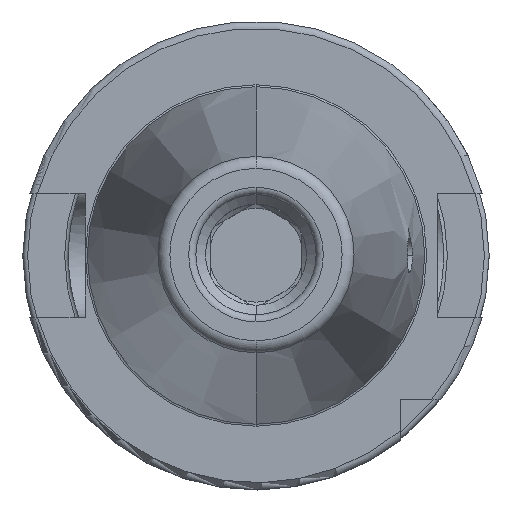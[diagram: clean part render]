
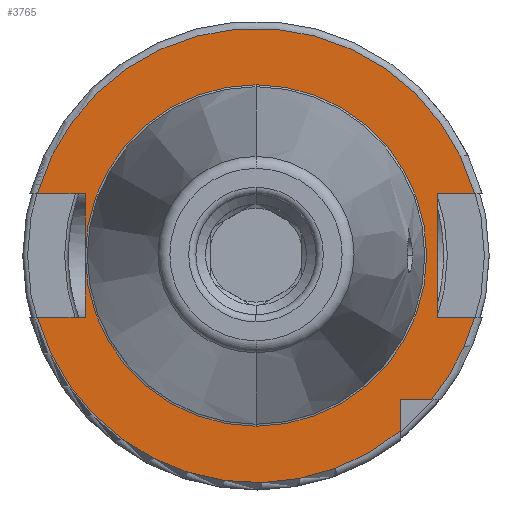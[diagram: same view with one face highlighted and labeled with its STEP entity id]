
A CAD part, top view. The second image highlights one B-rep face of the part: STEP entity #3765.
In plain terms, the highlighted planar face has unit normal (0, 0, 1).
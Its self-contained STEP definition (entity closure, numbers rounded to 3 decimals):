
#348=DIRECTION('',(1,0,0));
#349=VECTOR('',#348,9.969);
#350=CARTESIAN_POINT('',(-45.469,-12.85,15.9));
#351=LINE('',#350,#349);
#352=DIRECTION('',(0.,1,0));
#353=VECTOR('',#352,12.85);
#354=CARTESIAN_POINT('',(-35.5,-12.85,15.9));
#355=LINE('',#354,#353);
#356=DIRECTION('',(0.,1,0));
#357=VECTOR('',#356,12.85);
#358=CARTESIAN_POINT('',(-35.5,0,15.9));
#359=LINE('',#358,#357);
#360=DIRECTION('',(1,0,0));
#361=VECTOR('',#360,9.969);
#362=CARTESIAN_POINT('',(-45.469,12.85,15.9));
#363=LINE('',#362,#361);
#364=DIRECTION('',(-1,0,0));
#365=VECTOR('',#364,7.769);
#366=CARTESIAN_POINT('',(45.469,12.85,15.9));
#367=LINE('',#366,#365);
#368=DIRECTION('',(0,-1,0));
#369=VECTOR('',#368,25.7);
#370=CARTESIAN_POINT('',(37.7,12.85,15.9));
#371=LINE('',#370,#369);
#372=DIRECTION('',(-1,0,0));
#373=VECTOR('',#372,7.769);
#374=CARTESIAN_POINT('',(45.469,-12.85,15.9));
#375=LINE('',#374,#373);
#376=CARTESIAN_POINT('',(0,0,15.9));
#377=DIRECTION('',(0,0,1));
#378=DIRECTION('',(0.773,-0.635,0));
#379=AXIS2_PLACEMENT_3D('',#376,#377,#378);
#381=DIRECTION('',(-1,0,0));
#382=VECTOR('',#381,6.504);
#383=CARTESIAN_POINT('',(36.504,-30,15.9));
#384=LINE('',#383,#382);
#385=DIRECTION('',(0,1,0));
#386=VECTOR('',#385,6.504);
#387=CARTESIAN_POINT('',(30,-36.504,15.9));
#388=LINE('',#387,#386);
#389=CARTESIAN_POINT('',(0,0,15.9));
#390=DIRECTION('',(0,0,1));
#391=DIRECTION('',(0,1,0));
#392=AXIS2_PLACEMENT_3D('',#389,#390,#391);
#404=CARTESIAN_POINT('',(0,0,15.9));
#405=DIRECTION('',(0,0,1));
#406=DIRECTION('',(-1,0,0));
#407=AXIS2_PLACEMENT_3D('',#404,#405,#406);
#409=CARTESIAN_POINT('',(0,0,15.9));
#410=DIRECTION('',(0,0,-1));
#411=DIRECTION('',(0,1,0));
#412=AXIS2_PLACEMENT_3D('',#409,#410,#411);
#2111=CARTESIAN_POINT('',(0,0,15.9));
#2112=DIRECTION('',(0,0,1));
#2113=DIRECTION('',(0.962,0.272,0));
#2114=AXIS2_PLACEMENT_3D('',#2111,#2112,#2113);
#2162=CARTESIAN_POINT('',(0,0,15.9));
#2163=DIRECTION('',(0,0,1));
#2164=DIRECTION('',(-0.962,-0.272,0));
#2165=AXIS2_PLACEMENT_3D('',#2162,#2163,#2164);
#2727=CARTESIAN_POINT('',(0,35.5,15.9));
#2729=VERTEX_POINT('',#2727);
#2749=CARTESIAN_POINT('',(0,-35.5,15.9));
#2751=VERTEX_POINT('',#2749);
#2875=CARTESIAN_POINT('',(-45.469,-12.85,15.9));
#2876=CARTESIAN_POINT('',(-35.5,-12.85,15.9));
#2877=VERTEX_POINT('',#2875);
#2878=VERTEX_POINT('',#2876);
#2879=CARTESIAN_POINT('',(-35.5,0,15.9));
#2880=VERTEX_POINT('',#2879);
#2881=CARTESIAN_POINT('',(-35.5,12.85,15.9));
#2882=VERTEX_POINT('',#2881);
#2883=CARTESIAN_POINT('',(-45.469,12.85,15.9));
#2884=VERTEX_POINT('',#2883);
#2885=CARTESIAN_POINT('',(37.7,12.85,15.9));
#2886=CARTESIAN_POINT('',(37.7,-12.85,15.9));
#2887=VERTEX_POINT('',#2885);
#2888=VERTEX_POINT('',#2886);
#2889=CARTESIAN_POINT('',(45.469,-12.85,15.9));
#2890=VERTEX_POINT('',#2889);
#2891=CARTESIAN_POINT('',(45.469,12.85,15.9));
#2892=VERTEX_POINT('',#2891);
#2893=CARTESIAN_POINT('',(30,-36.504,15.9));
#2894=CARTESIAN_POINT('',(30,-30,15.9));
#2895=VERTEX_POINT('',#2893);
#2896=VERTEX_POINT('',#2894);
#2897=CARTESIAN_POINT('',(36.504,-30,15.9));
#2898=VERTEX_POINT('',#2897);
#3734=CARTESIAN_POINT('',(0,0,15.9));
#3735=DIRECTION('',(0,0,-1));
#3736=DIRECTION('',(0,-1,0));
#3737=AXIS2_PLACEMENT_3D('',#3734,#3735,#3736);
#3738=PLANE('',#3737);
#3739=ORIENTED_EDGE('',*,*,#3708,.T.);
#3740=ORIENTED_EDGE('',*,*,#3694,.T.);
#3742=ORIENTED_EDGE('',*,*,#3741,.T.);
#3744=ORIENTED_EDGE('',*,*,#3743,.F.);
#3746=ORIENTED_EDGE('',*,*,#3745,.T.);
#3747=ORIENTED_EDGE('',*,*,#3692,.T.);
#3748=ORIENTED_EDGE('',*,*,#3678,.F.);
#3750=ORIENTED_EDGE('',*,*,#3749,.F.);
#3752=ORIENTED_EDGE('',*,*,#3751,.T.);
#3753=ORIENTED_EDGE('',*,*,#3411,.T.);
#3754=ORIENTED_EDGE('',*,*,#3345,.F.);
#3756=ORIENTED_EDGE('',*,*,#3755,.F.);
#3758=ORIENTED_EDGE('',*,*,#3757,.T.);
#3760=ORIENTED_EDGE('',*,*,#3759,.F.);
#3762=ORIENTED_EDGE('',*,*,#3761,.F.);
#3763=EDGE_LOOP('',(#3739,#3740,#3742,#3744,#3746,#3747,#3748,#3750,#3752,#3753,
#3754,#3756,#3758,#3760,#3762));
#3764=FACE_OUTER_BOUND('',#3763,.F.);
#3765=ADVANCED_FACE('',(#3764),#3738,.F.);
#380=CIRCLE('',#379,47.25);
#393=CIRCLE('',#392,35.5);
#408=CIRCLE('',#407,35.5);
#413=CIRCLE('',#412,35.5);
#2115=CIRCLE('',#2114,47.25);
#2166=CIRCLE('',#2165,47.25);
#3345=EDGE_CURVE('',#2890,#2888,#375,.T.);
#3411=EDGE_CURVE('',#2887,#2888,#371,.T.);
#3678=EDGE_CURVE('',#2884,#2882,#363,.T.);
#3692=EDGE_CURVE('',#2880,#2882,#359,.T.);
#3694=EDGE_CURVE('',#2878,#2880,#355,.T.);
#3708=EDGE_CURVE('',#2877,#2878,#351,.T.);
#3741=EDGE_CURVE('',#2880,#2751,#408,.T.);
#3743=EDGE_CURVE('',#2729,#2751,#413,.T.);
#3745=EDGE_CURVE('',#2729,#2880,#393,.T.);
#3749=EDGE_CURVE('',#2892,#2884,#2115,.T.);
#3751=EDGE_CURVE('',#2892,#2887,#367,.T.);
#3755=EDGE_CURVE('',#2898,#2890,#380,.T.);
#3757=EDGE_CURVE('',#2898,#2896,#384,.T.);
#3759=EDGE_CURVE('',#2895,#2896,#388,.T.);
#3761=EDGE_CURVE('',#2877,#2895,#2166,.T.);
